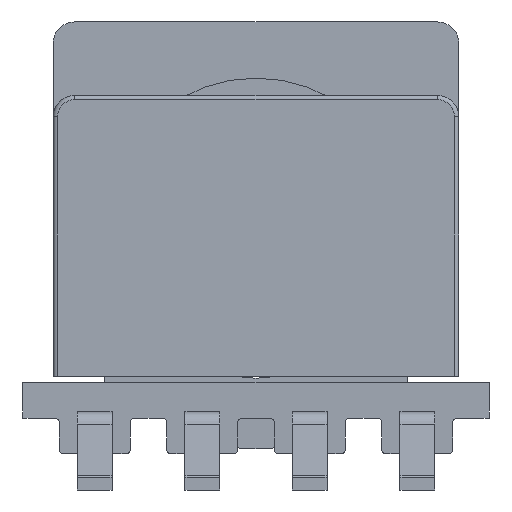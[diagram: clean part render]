
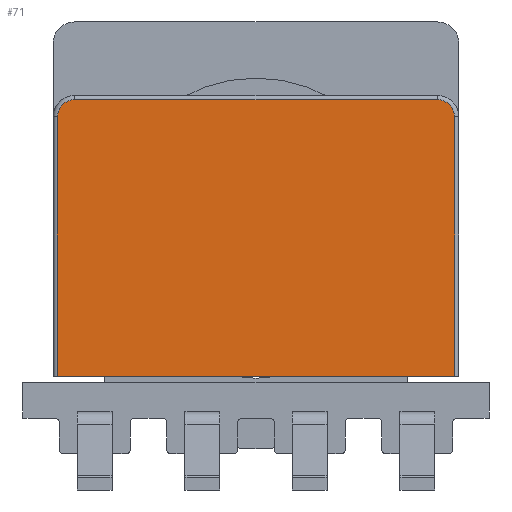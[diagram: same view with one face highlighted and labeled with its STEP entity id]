
A CAD part, front view. The second image highlights one B-rep face of the part: STEP entity #71.
In plain terms, the highlighted face is planar.
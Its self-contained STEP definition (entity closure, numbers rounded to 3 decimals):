
#71 = ADVANCED_FACE( '', ( #142 ), #143, .F. );
#142 = FACE_OUTER_BOUND( '', #224, .T. );
#143 = PLANE( '', #225 );
#224 = EDGE_LOOP( '', ( #501, #502, #503, #504, #505, #506 ) );
#225 = AXIS2_PLACEMENT_3D( '', #507, #508, #509 );
#501 = ORIENTED_EDGE( '', *, *, #1034, .T. );
#502 = ORIENTED_EDGE( '', *, *, #1035, .T. );
#503 = ORIENTED_EDGE( '', *, *, #1036, .T. );
#504 = ORIENTED_EDGE( '', *, *, #1037, .T. );
#505 = ORIENTED_EDGE( '', *, *, #1038, .T. );
#506 = ORIENTED_EDGE( '', *, *, #1022, .T. );
#507 = CARTESIAN_POINT( '', ( 4.7, 3.75, 6.5 ) );
#508 = DIRECTION( '', ( 0., -1., 0. ) );
#509 = DIRECTION( '', ( 0., 0., -1. ) );
#1022 = EDGE_CURVE( '', #1467, #1465, #1468, .T. );
#1034 = EDGE_CURVE( '', #1465, #1486, #1487, .T. );
#1035 = EDGE_CURVE( '', #1486, #1488, #1489, .F. );
#1036 = EDGE_CURVE( '', #1488, #1490, #1491, .F. );
#1037 = EDGE_CURVE( '', #1490, #1492, #1493, .F. );
#1038 = EDGE_CURVE( '', #1492, #1467, #1494, .F. );
#1465 = VERTEX_POINT( '', #3084 );
#1467 = VERTEX_POINT( '', #3086 );
#1468 = LINE( '', #3087, #3088 );
#1486 = VERTEX_POINT( '', #3111 );
#1487 = LINE( '', #3112, #3113 );
#1488 = VERTEX_POINT( '', #3114 );
#1489 = LINE( '', #3115, #3116 );
#1490 = VERTEX_POINT( '', #3117 );
#1491 = CIRCLE( '', #3118, 0.4 );
#1492 = VERTEX_POINT( '', #3119 );
#1493 = LINE( '', #3120, #3121 );
#1494 = CIRCLE( '', #3122, 0.4 );
#3084 = CARTESIAN_POINT( '', ( 4.6, 3.75, 0. ) );
#3086 = CARTESIAN_POINT( '', ( 4.6, 3.75, 6. ) );
#3087 = CARTESIAN_POINT( '', ( 4.6, 3.75, 6.5 ) );
#3088 = VECTOR( '', #3714, 1000. );
#3111 = CARTESIAN_POINT( '', ( -4.6, 3.75, 0. ) );
#3112 = CARTESIAN_POINT( '', ( 4.7, 3.75, 0. ) );
#3113 = VECTOR( '', #3732, 1000. );
#3114 = CARTESIAN_POINT( '', ( -4.6, 3.75, 6. ) );
#3115 = CARTESIAN_POINT( '', ( -4.6, 3.75, 6.5 ) );
#3116 = VECTOR( '', #3733, 1000. );
#3117 = CARTESIAN_POINT( '', ( -4.2, 3.75, 6.4 ) );
#3118 = AXIS2_PLACEMENT_3D( '', #3734, #3735, #3736 );
#3119 = CARTESIAN_POINT( '', ( 4.2, 3.75, 6.4 ) );
#3120 = CARTESIAN_POINT( '', ( 4.2, 3.75, 6.4 ) );
#3121 = VECTOR( '', #3737, 1000. );
#3122 = AXIS2_PLACEMENT_3D( '', #3738, #3739, #3740 );
#3714 = DIRECTION( '', ( 0., 0., -1. ) );
#3732 = DIRECTION( '', ( -1., 0., 0. ) );
#3733 = DIRECTION( '', ( 0., 0., -1. ) );
#3734 = CARTESIAN_POINT( '', ( -4.2, 3.75, 6. ) );
#3735 = DIRECTION( '', ( 0., -1., 0. ) );
#3736 = DIRECTION( '', ( 0., 0., -1. ) );
#3737 = DIRECTION( '', ( -1., 0., 0. ) );
#3738 = CARTESIAN_POINT( '', ( 4.2, 3.75, 6. ) );
#3739 = DIRECTION( '', ( 0., -1., 0. ) );
#3740 = DIRECTION( '', ( 0., 0., -1. ) );
